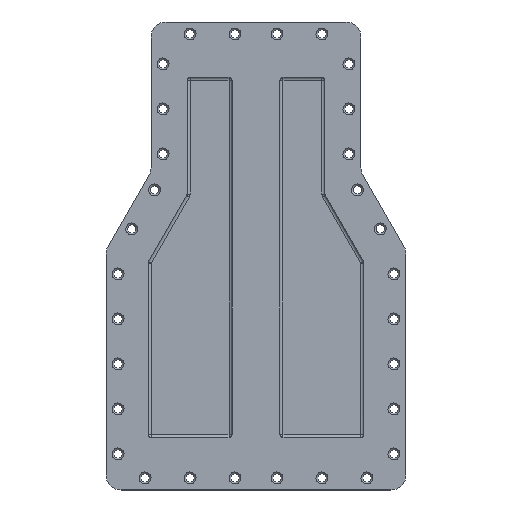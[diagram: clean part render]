
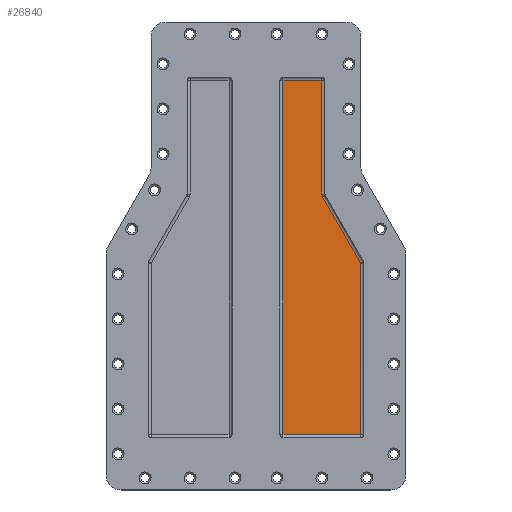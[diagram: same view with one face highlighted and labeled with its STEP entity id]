
A CAD part, top view. The second image highlights one B-rep face of the part: STEP entity #26840.
In plain terms, the highlighted planar face has unit normal (0, 0, 1).
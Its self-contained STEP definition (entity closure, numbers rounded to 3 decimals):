
#25372 = VERTEX_POINT('',#25373);
#25373 = CARTESIAN_POINT('',(45.,682.702,14.189));
#25412 = CYLINDRICAL_SURFACE('',#25413,5.);
#25413 = AXIS2_PLACEMENT_3D('',#25414,#25415,#25416);
#25414 = CARTESIAN_POINT('',(110.,682.702,19.189));
#25415 = DIRECTION('',(1.,0.,0.));
#25416 = DIRECTION('',(0.,1.,0.));
#25439 = CYLINDRICAL_SURFACE('',#25440,5.);
#25440 = AXIS2_PLACEMENT_3D('',#25441,#25442,#25443);
#25441 = CARTESIAN_POINT('',(45.,387.702,19.189));
#25442 = DIRECTION('',(0.,-1.,0.));
#25443 = DIRECTION('',(-1.,0.,0.));
#25635 = CYLINDRICAL_SURFACE('',#25636,5.);
#25636 = AXIS2_PLACEMENT_3D('',#25637,#25638,#25639);
#25637 = CARTESIAN_POINT('',(110.,490.648,19.189));
#25638 = DIRECTION('',(0.5,-0.866,0.));
#25639 = DIRECTION('',(0.866,0.5,0.));
#25719 = TOROIDAL_SURFACE('',#25720,10.,5.);
#25720 = AXIS2_PLACEMENT_3D('',#25721,#25722,#25723);
#25721 = CARTESIAN_POINT('',(120.,493.326,19.189));
#25722 = DIRECTION('',(0.,0.,1.));
#25723 = DIRECTION('',(-1.,0.,0.));
#25849 = CYLINDRICAL_SURFACE('',#25850,5.);
#25850 = AXIS2_PLACEMENT_3D('',#25851,#25852,#25853);
#25851 = CARTESIAN_POINT('',(110.,385.202,19.189));
#25852 = DIRECTION('',(0.,-1.,0.));
#25853 = DIRECTION('',(1.,0.,0.));
#25885 = EDGE_CURVE('',#25372,#25886,#25888,.T.);
#25886 = VERTEX_POINT('',#25887);
#25887 = CARTESIAN_POINT('',(110.,682.702,14.189));
#25888 = SURFACE_CURVE('',#25889,(#25893,#25900),.PCURVE_S1.);
#25889 = LINE('',#25890,#25891);
#25890 = CARTESIAN_POINT('',(0.,682.702,14.189));
#25891 = VECTOR('',#25892,1.);
#25892 = DIRECTION('',(1.,0.,0.));
#25893 = PCURVE('',#25412,#25894);
#25894 = DEFINITIONAL_REPRESENTATION('',(#25895),#25899);
#25895 = LINE('',#25896,#25897);
#25896 = CARTESIAN_POINT('',(4.712,-110.));
#25897 = VECTOR('',#25898,1.);
#25898 = DIRECTION('',(0.,1.));
#25899 = ( GEOMETRIC_REPRESENTATION_CONTEXT(2) 
PARAMETRIC_REPRESENTATION_CONTEXT() REPRESENTATION_CONTEXT('2D SPACE',''
  ) );
#25900 = PCURVE('',#25901,#25906);
#25901 = PLANE('',#25902);
#25902 = AXIS2_PLACEMENT_3D('',#25903,#25904,#25905);
#25903 = CARTESIAN_POINT('',(0.,0.,14.189));
#25904 = DIRECTION('',(0.,0.,1.));
#25905 = DIRECTION('',(1.,0.,0.));
#25906 = DEFINITIONAL_REPRESENTATION('',(#25907),#25911);
#25907 = LINE('',#25908,#25909);
#25908 = CARTESIAN_POINT('',(0.,682.702));
#25909 = VECTOR('',#25910,1.);
#25910 = DIRECTION('',(1.,0.));
#25911 = ( GEOMETRIC_REPRESENTATION_CONTEXT(2) 
PARAMETRIC_REPRESENTATION_CONTEXT() REPRESENTATION_CONTEXT('2D SPACE',''
  ) );
#26045 = VERTEX_POINT('',#26046);
#26046 = CARTESIAN_POINT('',(110.,493.326,14.189));
#26071 = EDGE_CURVE('',#25886,#26045,#26072,.T.);
#26072 = SURFACE_CURVE('',#26073,(#26077,#26084),.PCURVE_S1.);
#26073 = LINE('',#26074,#26075);
#26074 = CARTESIAN_POINT('',(110.,385.202,14.189));
#26075 = VECTOR('',#26076,1.);
#26076 = DIRECTION('',(0.,-1.,0.));
#26077 = PCURVE('',#25849,#26078);
#26078 = DEFINITIONAL_REPRESENTATION('',(#26079),#26083);
#26079 = LINE('',#26080,#26081);
#26080 = CARTESIAN_POINT('',(4.712,0.));
#26081 = VECTOR('',#26082,1.);
#26082 = DIRECTION('',(0.,1.));
#26083 = ( GEOMETRIC_REPRESENTATION_CONTEXT(2) 
PARAMETRIC_REPRESENTATION_CONTEXT() REPRESENTATION_CONTEXT('2D SPACE',''
  ) );
#26084 = PCURVE('',#25901,#26085);
#26085 = DEFINITIONAL_REPRESENTATION('',(#26086),#26090);
#26086 = LINE('',#26087,#26088);
#26087 = CARTESIAN_POINT('',(110.,385.202));
#26088 = VECTOR('',#26089,1.);
#26089 = DIRECTION('',(0.,-1.));
#26090 = ( GEOMETRIC_REPRESENTATION_CONTEXT(2) 
PARAMETRIC_REPRESENTATION_CONTEXT() REPRESENTATION_CONTEXT('2D SPACE',''
  ) );
#26098 = VERTEX_POINT('',#26099);
#26099 = CARTESIAN_POINT('',(111.338,488.329,14.189));
#26121 = EDGE_CURVE('',#26045,#26098,#26122,.T.);
#26122 = SURFACE_CURVE('',#26123,(#26128,#26135),.PCURVE_S1.);
#26123 = CIRCLE('',#26124,10.);
#26124 = AXIS2_PLACEMENT_3D('',#26125,#26126,#26127);
#26125 = CARTESIAN_POINT('',(120.,493.326,14.189));
#26126 = DIRECTION('',(0.,0.,1.));
#26127 = DIRECTION('',(1.,0.,0.));
#26128 = PCURVE('',#25719,#26129);
#26129 = DEFINITIONAL_REPRESENTATION('',(#26130),#26134);
#26130 = LINE('',#26131,#26132);
#26131 = CARTESIAN_POINT('',(-3.142,4.712));
#26132 = VECTOR('',#26133,1.);
#26133 = DIRECTION('',(1.,0.));
#26134 = ( GEOMETRIC_REPRESENTATION_CONTEXT(2) 
PARAMETRIC_REPRESENTATION_CONTEXT() REPRESENTATION_CONTEXT('2D SPACE',''
  ) );
#26135 = PCURVE('',#25901,#26136);
#26136 = DEFINITIONAL_REPRESENTATION('',(#26137),#26141);
#26137 = CIRCLE('',#26138,10.);
#26138 = AXIS2_PLACEMENT_2D('',#26139,#26140);
#26139 = CARTESIAN_POINT('',(120.,493.326));
#26140 = DIRECTION('',(1.,0.));
#26141 = ( GEOMETRIC_REPRESENTATION_CONTEXT(2) 
PARAMETRIC_REPRESENTATION_CONTEXT() REPRESENTATION_CONTEXT('2D SPACE',''
  ) );
#26149 = VERTEX_POINT('',#26150);
#26150 = CARTESIAN_POINT('',(175.,377.982,14.189));
#26200 = EDGE_CURVE('',#26098,#26149,#26201,.T.);
#26201 = SURFACE_CURVE('',#26202,(#26206,#26213),.PCURVE_S1.);
#26202 = LINE('',#26203,#26204);
#26203 = CARTESIAN_POINT('',(110.,490.648,14.189));
#26204 = VECTOR('',#26205,1.);
#26205 = DIRECTION('',(0.5,-0.866,0.));
#26206 = PCURVE('',#25635,#26207);
#26207 = DEFINITIONAL_REPRESENTATION('',(#26208),#26212);
#26208 = LINE('',#26209,#26210);
#26209 = CARTESIAN_POINT('',(4.712,0.));
#26210 = VECTOR('',#26211,1.);
#26211 = DIRECTION('',(0.,1.));
#26212 = ( GEOMETRIC_REPRESENTATION_CONTEXT(2) 
PARAMETRIC_REPRESENTATION_CONTEXT() REPRESENTATION_CONTEXT('2D SPACE',''
  ) );
#26213 = PCURVE('',#25901,#26214);
#26214 = DEFINITIONAL_REPRESENTATION('',(#26215),#26219);
#26215 = LINE('',#26216,#26217);
#26216 = CARTESIAN_POINT('',(110.,490.648));
#26217 = VECTOR('',#26218,1.);
#26218 = DIRECTION('',(0.5,-0.866));
#26219 = ( GEOMETRIC_REPRESENTATION_CONTEXT(2) 
PARAMETRIC_REPRESENTATION_CONTEXT() REPRESENTATION_CONTEXT('2D SPACE',''
  ) );
#26332 = CYLINDRICAL_SURFACE('',#26333,5.);
#26333 = AXIS2_PLACEMENT_3D('',#26334,#26335,#26336);
#26334 = CARTESIAN_POINT('',(175.,387.702,19.189));
#26335 = DIRECTION('',(0.,1.,0.));
#26336 = DIRECTION('',(1.,0.,0.));
#26548 = CYLINDRICAL_SURFACE('',#26549,5.);
#26549 = AXIS2_PLACEMENT_3D('',#26550,#26551,#26552);
#26550 = CARTESIAN_POINT('',(110.,92.702,19.189));
#26551 = DIRECTION('',(-1.,0.,0.));
#26552 = DIRECTION('',(0.,-1.,0.));
#26662 = EDGE_CURVE('',#25372,#26663,#26665,.T.);
#26663 = VERTEX_POINT('',#26664);
#26664 = CARTESIAN_POINT('',(45.,92.702,14.189));
#26665 = SURFACE_CURVE('',#26666,(#26670,#26677),.PCURVE_S1.);
#26666 = LINE('',#26667,#26668);
#26667 = CARTESIAN_POINT('',(45.,387.702,14.189));
#26668 = VECTOR('',#26669,1.);
#26669 = DIRECTION('',(0.,-1.,0.));
#26670 = PCURVE('',#25439,#26671);
#26671 = DEFINITIONAL_REPRESENTATION('',(#26672),#26676);
#26672 = LINE('',#26673,#26674);
#26673 = CARTESIAN_POINT('',(1.571,0.));
#26674 = VECTOR('',#26675,1.);
#26675 = DIRECTION('',(0.,1.));
#26676 = ( GEOMETRIC_REPRESENTATION_CONTEXT(2) 
PARAMETRIC_REPRESENTATION_CONTEXT() REPRESENTATION_CONTEXT('2D SPACE',''
  ) );
#26677 = PCURVE('',#25901,#26678);
#26678 = DEFINITIONAL_REPRESENTATION('',(#26679),#26683);
#26679 = LINE('',#26680,#26681);
#26680 = CARTESIAN_POINT('',(45.,387.702));
#26681 = VECTOR('',#26682,1.);
#26682 = DIRECTION('',(0.,-1.));
#26683 = ( GEOMETRIC_REPRESENTATION_CONTEXT(2) 
PARAMETRIC_REPRESENTATION_CONTEXT() REPRESENTATION_CONTEXT('2D SPACE',''
  ) );
#26789 = EDGE_CURVE('',#26790,#26149,#26792,.T.);
#26790 = VERTEX_POINT('',#26791);
#26791 = CARTESIAN_POINT('',(175.,92.702,14.189));
#26792 = SURFACE_CURVE('',#26793,(#26797,#26804),.PCURVE_S1.);
#26793 = LINE('',#26794,#26795);
#26794 = CARTESIAN_POINT('',(175.,0.,14.189));
#26795 = VECTOR('',#26796,1.);
#26796 = DIRECTION('',(0.,1.,0.));
#26797 = PCURVE('',#26332,#26798);
#26798 = DEFINITIONAL_REPRESENTATION('',(#26799),#26803);
#26799 = LINE('',#26800,#26801);
#26800 = CARTESIAN_POINT('',(1.571,-387.702));
#26801 = VECTOR('',#26802,1.);
#26802 = DIRECTION('',(0.,1.));
#26803 = ( GEOMETRIC_REPRESENTATION_CONTEXT(2) 
PARAMETRIC_REPRESENTATION_CONTEXT() REPRESENTATION_CONTEXT('2D SPACE',''
  ) );
#26804 = PCURVE('',#25901,#26805);
#26805 = DEFINITIONAL_REPRESENTATION('',(#26806),#26810);
#26806 = LINE('',#26807,#26808);
#26807 = CARTESIAN_POINT('',(175.,0.));
#26808 = VECTOR('',#26809,1.);
#26809 = DIRECTION('',(0.,1.));
#26810 = ( GEOMETRIC_REPRESENTATION_CONTEXT(2) 
PARAMETRIC_REPRESENTATION_CONTEXT() REPRESENTATION_CONTEXT('2D SPACE',''
  ) );
#26840 = ADVANCED_FACE('',(#26841),#25901,.T.);
#26841 = FACE_BOUND('',#26842,.T.);
#26842 = EDGE_LOOP('',(#26843,#26844,#26845,#26846,#26847,#26848,#26849)
  );
#26843 = ORIENTED_EDGE('',*,*,#26789,.T.);
#26844 = ORIENTED_EDGE('',*,*,#26200,.F.);
#26845 = ORIENTED_EDGE('',*,*,#26121,.F.);
#26846 = ORIENTED_EDGE('',*,*,#26071,.F.);
#26847 = ORIENTED_EDGE('',*,*,#25885,.F.);
#26848 = ORIENTED_EDGE('',*,*,#26662,.T.);
#26849 = ORIENTED_EDGE('',*,*,#26850,.F.);
#26850 = EDGE_CURVE('',#26790,#26663,#26851,.T.);
#26851 = SURFACE_CURVE('',#26852,(#26856,#26863),.PCURVE_S1.);
#26852 = LINE('',#26853,#26854);
#26853 = CARTESIAN_POINT('',(110.,92.702,14.189));
#26854 = VECTOR('',#26855,1.);
#26855 = DIRECTION('',(-1.,0.,0.));
#26856 = PCURVE('',#25901,#26857);
#26857 = DEFINITIONAL_REPRESENTATION('',(#26858),#26862);
#26858 = LINE('',#26859,#26860);
#26859 = CARTESIAN_POINT('',(110.,92.702));
#26860 = VECTOR('',#26861,1.);
#26861 = DIRECTION('',(-1.,0.));
#26862 = ( GEOMETRIC_REPRESENTATION_CONTEXT(2) 
PARAMETRIC_REPRESENTATION_CONTEXT() REPRESENTATION_CONTEXT('2D SPACE',''
  ) );
#26863 = PCURVE('',#26548,#26864);
#26864 = DEFINITIONAL_REPRESENTATION('',(#26865),#26869);
#26865 = LINE('',#26866,#26867);
#26866 = CARTESIAN_POINT('',(4.712,0.));
#26867 = VECTOR('',#26868,1.);
#26868 = DIRECTION('',(0.,1.));
#26869 = ( GEOMETRIC_REPRESENTATION_CONTEXT(2) 
PARAMETRIC_REPRESENTATION_CONTEXT() REPRESENTATION_CONTEXT('2D SPACE',''
  ) );
